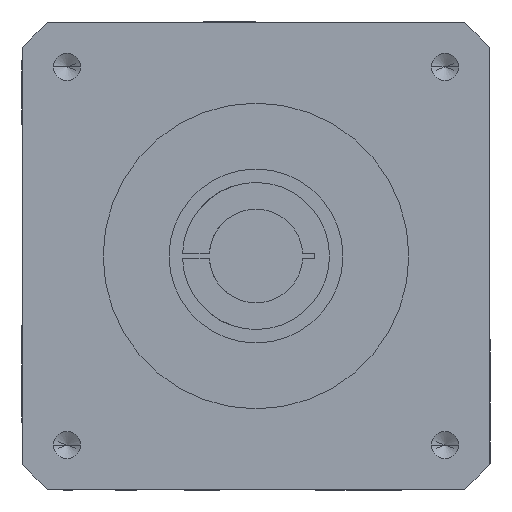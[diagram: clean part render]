
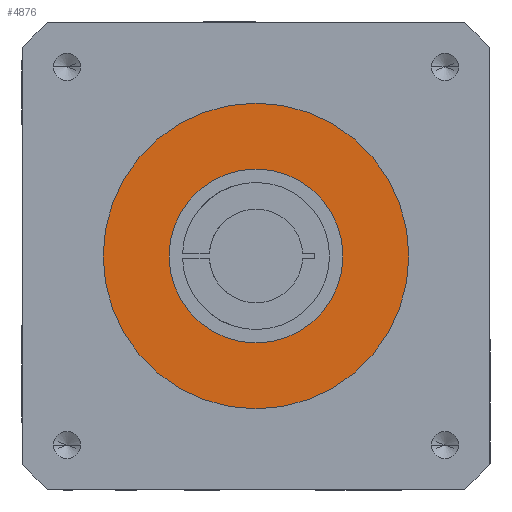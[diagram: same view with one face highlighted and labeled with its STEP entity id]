
A CAD part, front view. The second image highlights one B-rep face of the part: STEP entity #4876.
In plain terms, the highlighted face is planar.
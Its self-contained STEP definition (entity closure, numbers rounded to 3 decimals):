
#11 = EDGE_CURVE ( 'NONE', #107, #3599, #1311, .T. ) ;
#99 = AXIS2_PLACEMENT_3D ( 'NONE', #2061, #4033, #4789 ) ;
#107 = VERTEX_POINT ( 'NONE', #2984 ) ;
#211 = AXIS2_PLACEMENT_3D ( 'NONE', #3195, #497, #4791 ) ;
#402 = CARTESIAN_POINT ( 'NONE',  ( 0., 70., -57.15 ) ) ;
#497 = DIRECTION ( 'NONE',  ( 0., 1., 0. ) ) ;
#501 = DIRECTION ( 'NONE',  ( 0., 0., 1. ) ) ;
#642 = DIRECTION ( 'NONE',  ( 0., 1., 0. ) ) ;
#784 = ORIENTED_EDGE ( 'NONE', *, *, #1426, .T. ) ;
#1157 = EDGE_LOOP ( 'NONE', ( #3858, #3592 ) ) ;
#1311 = CIRCLE ( 'NONE', #99, 32.5 ) ;
#1339 = CARTESIAN_POINT ( 'NONE',  ( 0., 70., 57.15 ) ) ;
#1422 = DIRECTION ( 'NONE',  ( 0., 0., 1. ) ) ;
#1426 = EDGE_CURVE ( 'NONE', #4788, #3367, #4402, .T. ) ;
#1506 = AXIS2_PLACEMENT_3D ( 'NONE', #4516, #642, #1422 ) ;
#1611 = CARTESIAN_POINT ( 'NONE',  ( 0., 70., 0. ) ) ;
#1660 = ORIENTED_EDGE ( 'NONE', *, *, #2113, .T. ) ;
#2005 = DIRECTION ( 'NONE',  ( 0., 1., 0. ) ) ;
#2061 = CARTESIAN_POINT ( 'NONE',  ( 0., 70., 0. ) ) ;
#2113 = EDGE_CURVE ( 'NONE', #3367, #4788, #2543, .T. ) ;
#2178 = CIRCLE ( 'NONE', #1506, 32.5 ) ;
#2367 = EDGE_CURVE ( 'NONE', #3599, #107, #2178, .T. ) ;
#2543 = CIRCLE ( 'NONE', #4378, 57.15 ) ;
#2869 = CARTESIAN_POINT ( 'NONE',  ( 0., 70., -32.5 ) ) ;
#2984 = CARTESIAN_POINT ( 'NONE',  ( 0., 70., 32.5 ) ) ;
#3184 = DIRECTION ( 'NONE',  ( 0., 1., 0. ) ) ;
#3195 = CARTESIAN_POINT ( 'NONE',  ( 0., 70., 0. ) ) ;
#3297 = EDGE_LOOP ( 'NONE', ( #784, #1660 ) ) ;
#3367 = VERTEX_POINT ( 'NONE', #402 ) ;
#3592 = ORIENTED_EDGE ( 'NONE', *, *, #2367, .F. ) ;
#3599 = VERTEX_POINT ( 'NONE', #2869 ) ;
#3706 = FACE_BOUND ( 'NONE', #1157, .T. ) ;
#3858 = ORIENTED_EDGE ( 'NONE', *, *, #11, .F. ) ;
#3947 = CARTESIAN_POINT ( 'NONE',  ( 0., 70., 0. ) ) ;
#4033 = DIRECTION ( 'NONE',  ( 0., 1., 0. ) ) ;
#4324 = AXIS2_PLACEMENT_3D ( 'NONE', #1611, #2005, #501 ) ;
#4368 = PLANE ( 'NONE',  #4324 ) ;
#4378 = AXIS2_PLACEMENT_3D ( 'NONE', #3947, #3184, #4429 ) ;
#4402 = CIRCLE ( 'NONE', #211, 57.15 ) ;
#4429 = DIRECTION ( 'NONE',  ( 0., 0., 1. ) ) ;
#4516 = CARTESIAN_POINT ( 'NONE',  ( 0., 70., 0. ) ) ;
#4788 = VERTEX_POINT ( 'NONE', #1339 ) ;
#4789 = DIRECTION ( 'NONE',  ( 0., 0., 1. ) ) ;
#4791 = DIRECTION ( 'NONE',  ( 0., 0., 1. ) ) ;
#4819 = FACE_OUTER_BOUND ( 'NONE', #3297, .T. ) ;
#4876 = ADVANCED_FACE ( 'NONE', ( #3706, #4819 ), #4368, .T. ) ;
